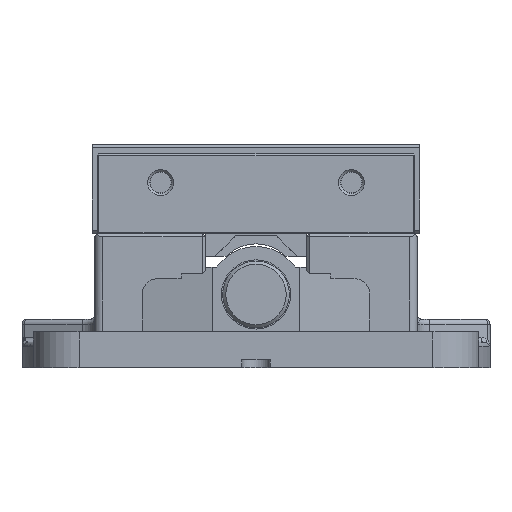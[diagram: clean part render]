
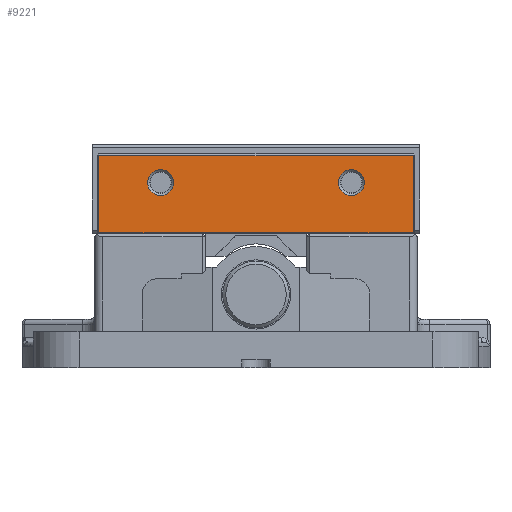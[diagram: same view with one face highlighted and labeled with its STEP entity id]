
A CAD part, left-side view. The second image highlights one B-rep face of the part: STEP entity #9221.
In plain terms, the highlighted face is planar.
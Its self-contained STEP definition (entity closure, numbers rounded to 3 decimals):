
#373=FACE_BOUND($,#2111,.T.);
#374=FACE_BOUND($,#2112,.T.);
#375=FACE_BOUND($,#2113,.T.);
#723=CIRCLE($,#10082,8.193);
#724=CIRCLE($,#10084,8.193);
#2111=EDGE_LOOP($,(#7712));
#2112=EDGE_LOOP($,(#7713,#7714,#7715,#7716,#7717,#7718,#7719,#7720));
#2113=EDGE_LOOP($,(#7721));
#2863=LINE($,#15647,#3675);
#2864=LINE($,#15649,#3676);
#2865=LINE($,#15651,#3677);
#2866=LINE($,#15653,#3678);
#2867=LINE($,#15655,#3679);
#2868=LINE($,#15657,#3680);
#2869=LINE($,#15659,#3681);
#2870=LINE($,#15660,#3682);
#3675=VECTOR($,#12134,59.);
#3676=VECTOR($,#12135,48.5);
#3677=VECTOR($,#12136,198.);
#3678=VECTOR($,#12137,48.5);
#3679=VECTOR($,#12138,59.);
#3680=VECTOR($,#12139,0.1);
#3681=VECTOR($,#12140,80.);
#3682=VECTOR($,#12141,0.1);
#4552=VERTEX_POINT($,#15640);
#4553=VERTEX_POINT($,#15643);
#4554=VERTEX_POINT($,#15645);
#4555=VERTEX_POINT($,#15646);
#4556=VERTEX_POINT($,#15648);
#4557=VERTEX_POINT($,#15650);
#4558=VERTEX_POINT($,#15652);
#4559=VERTEX_POINT($,#15654);
#4560=VERTEX_POINT($,#15656);
#4561=VERTEX_POINT($,#15658);
#5656=EDGE_CURVE($,#4552,#4552,#723,.T.);
#5657=EDGE_CURVE($,#4553,#4553,#724,.T.);
#5658=EDGE_CURVE($,#4554,#4555,#2863,.T.);
#5659=EDGE_CURVE($,#4556,#4554,#2864,.T.);
#5660=EDGE_CURVE($,#4557,#4556,#2865,.T.);
#5661=EDGE_CURVE($,#4558,#4557,#2866,.T.);
#5662=EDGE_CURVE($,#4559,#4558,#2867,.T.);
#5663=EDGE_CURVE($,#4559,#4560,#2868,.T.);
#5664=EDGE_CURVE($,#4560,#4561,#2869,.T.);
#5665=EDGE_CURVE($,#4561,#4555,#2870,.T.);
#7712=ORIENTED_EDGE($,*,*,#5657,.F.);
#7713=ORIENTED_EDGE($,*,*,#5658,.F.);
#7714=ORIENTED_EDGE($,*,*,#5659,.F.);
#7715=ORIENTED_EDGE($,*,*,#5660,.F.);
#7716=ORIENTED_EDGE($,*,*,#5661,.F.);
#7717=ORIENTED_EDGE($,*,*,#5662,.F.);
#7718=ORIENTED_EDGE($,*,*,#5663,.T.);
#7719=ORIENTED_EDGE($,*,*,#5664,.T.);
#7720=ORIENTED_EDGE($,*,*,#5665,.T.);
#7721=ORIENTED_EDGE($,*,*,#5656,.F.);
#8727=PLANE($,#10083);
#9221=ADVANCED_FACE($,(#373,#374,#375),#8727,.T.);
#10082=AXIS2_PLACEMENT_3D($,#15641,#12128,#12129);
#10083=AXIS2_PLACEMENT_3D($,#15642,#12130,#12131);
#10084=AXIS2_PLACEMENT_3D($,#15644,#12132,#12133);
#12128=DIRECTION('center_axis',(0.,1.,0.));
#12129=DIRECTION('ref_axis',(1.,0.,0.));
#12130=DIRECTION('center_axis',(0.,1.,0.));
#12131=DIRECTION('ref_axis',(0.,0.,1.));
#12132=DIRECTION('center_axis',(0.,1.,0.));
#12133=DIRECTION('ref_axis',(1.,0.,0.));
#12134=DIRECTION($,(1.,0.,0.));
#12135=DIRECTION($,(0.,0.,-1.));
#12136=DIRECTION($,(-1.,0.,0.));
#12137=DIRECTION($,(0.,0.,1.));
#12138=DIRECTION($,(1.,0.,0.));
#12139=DIRECTION($,(0.,0.,1.));
#12140=DIRECTION($,(-1.,0.,0.));
#12141=DIRECTION($,(0.,0.,-1.));
#15640=CARTESIAN_POINT('',(-68.193,29.,7.));
#15641=CARTESIAN_POINT('Origin',(-60.,29.,7.));
#15642=CARTESIAN_POINT('Origin',(0.,29.,25.));
#15643=CARTESIAN_POINT('',(51.807,29.,7.));
#15644=CARTESIAN_POINT('Origin',(60.,29.,7.));
#15645=CARTESIAN_POINT('',(-99.,29.,-24.5));
#15646=CARTESIAN_POINT('',(-40.,29.,-24.5));
#15647=CARTESIAN_POINT($,(0.,29.,-24.5));
#15648=CARTESIAN_POINT('',(-99.,29.,24.));
#15649=CARTESIAN_POINT($,(-99.,29.,10.878));
#15650=CARTESIAN_POINT('',(99.,29.,24.));
#15651=CARTESIAN_POINT($,(0.,29.,24.));
#15652=CARTESIAN_POINT('',(99.,29.,-24.5));
#15653=CARTESIAN_POINT($,(99.,29.,10.878));
#15654=CARTESIAN_POINT('',(40.,29.,-24.5));
#15655=CARTESIAN_POINT($,(0.,29.,-24.5));
#15656=CARTESIAN_POINT('',(40.,29.,-24.4));
#15657=CARTESIAN_POINT($,(40.,29.,-4.95));
#15658=CARTESIAN_POINT('',(-40.,29.,-24.4));
#15659=CARTESIAN_POINT($,(0.,29.,-24.4));
#15660=CARTESIAN_POINT($,(-40.,29.,-4.95));
